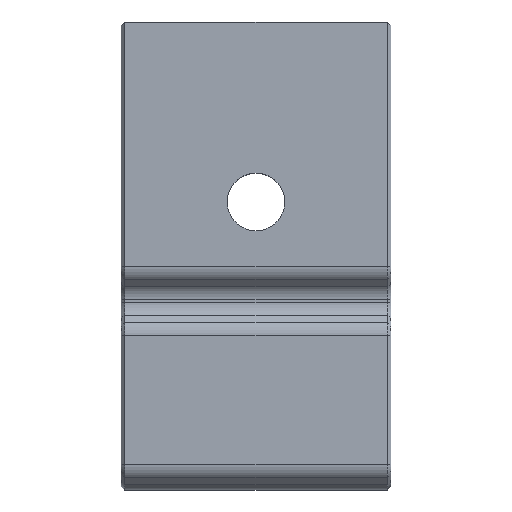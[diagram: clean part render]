
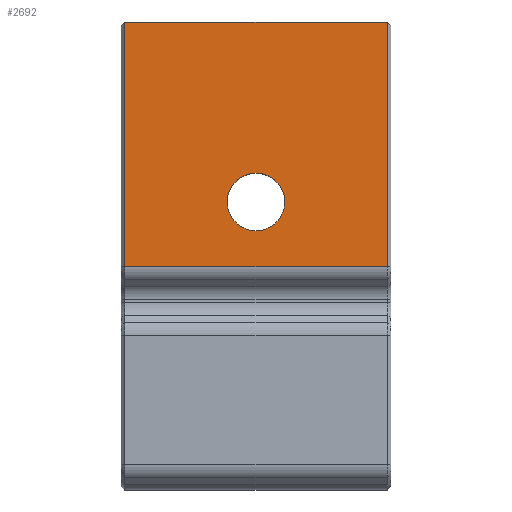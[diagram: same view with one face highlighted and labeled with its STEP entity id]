
A CAD part, top view. The second image highlights one B-rep face of the part: STEP entity #2692.
In plain terms, the highlighted planar face has unit normal (0, 0, 1).
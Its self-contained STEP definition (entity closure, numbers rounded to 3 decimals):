
#100 = PLANE('',#101);
#101 = AXIS2_PLACEMENT_3D('',#102,#103,#104);
#102 = CARTESIAN_POINT('',(0.1,103.414,4.4));
#103 = DIRECTION('',(-0.707,0.,0.707)
  );
#104 = DIRECTION('',(0.,-1.,0.));
#1247 = VERTEX_POINT('',#1248);
#1248 = CARTESIAN_POINT('',(0.2,117.,4.5));
#1283 = PLANE('',#1284);
#1284 = AXIS2_PLACEMENT_3D('',#1285,#1286,#1287);
#1285 = CARTESIAN_POINT('',(0.,117.,0.
    ));
#1286 = DIRECTION('',(0.,-1.,0.));
#1287 = DIRECTION('',(0.,0.,1.));
#1354 = VERTEX_POINT('',#1355);
#1355 = CARTESIAN_POINT('',(0.2,103.414,4.5));
#1378 = EDGE_CURVE('',#1354,#1247,#1379,.T.);
#1379 = SURFACE_CURVE('',#1380,(#1384,#1391),.PCURVE_S1.);
#1380 = LINE('',#1381,#1382);
#1381 = CARTESIAN_POINT('',(0.2,103.414,4.5));
#1382 = VECTOR('',#1383,1.);
#1383 = DIRECTION('',(0.,1.,0.));
#1384 = PCURVE('',#100,#1385);
#1385 = DEFINITIONAL_REPRESENTATION('',(#1386),#1390);
#1386 = LINE('',#1387,#1388);
#1387 = CARTESIAN_POINT('',(0.,0.141));
#1388 = VECTOR('',#1389,1.);
#1389 = DIRECTION('',(-1.,0.));
#1390 = ( GEOMETRIC_REPRESENTATION_CONTEXT(2) 
PARAMETRIC_REPRESENTATION_CONTEXT() REPRESENTATION_CONTEXT('2D SPACE',''
  ) );
#1391 = PCURVE('',#1392,#1397);
#1392 = PLANE('',#1393);
#1393 = AXIS2_PLACEMENT_3D('',#1394,#1395,#1396);
#1394 = CARTESIAN_POINT('',(0.,117.,4.5));
#1395 = DIRECTION('',(0.,0.,-1.));
#1396 = DIRECTION('',(0.,-1.,0.));
#1397 = DEFINITIONAL_REPRESENTATION('',(#1398),#1402);
#1398 = LINE('',#1399,#1400);
#1399 = CARTESIAN_POINT('',(13.586,-0.2));
#1400 = VECTOR('',#1401,1.);
#1401 = DIRECTION('',(-1.,0.));
#1402 = ( GEOMETRIC_REPRESENTATION_CONTEXT(2) 
PARAMETRIC_REPRESENTATION_CONTEXT() REPRESENTATION_CONTEXT('2D SPACE',''
  ) );
#1505 = CYLINDRICAL_SURFACE('',#1506,1.);
#1506 = AXIS2_PLACEMENT_3D('',#1507,#1508,#1509);
#1507 = CARTESIAN_POINT('',(0.,103.414,3.5));
#1508 = DIRECTION('',(1.,0.,0.));
#1509 = DIRECTION('',(0.,-0.707,0.707
    ));
#2589 = VERTEX_POINT('',#2590);
#2590 = CARTESIAN_POINT('',(14.8,117.,4.5));
#2616 = EDGE_CURVE('',#1247,#2589,#2617,.T.);
#2617 = SURFACE_CURVE('',#2618,(#2622,#2629),.PCURVE_S1.);
#2618 = LINE('',#2619,#2620);
#2619 = CARTESIAN_POINT('',(0.,117.,4.5));
#2620 = VECTOR('',#2621,1.);
#2621 = DIRECTION('',(1.,0.,0.));
#2622 = PCURVE('',#1283,#2623);
#2623 = DEFINITIONAL_REPRESENTATION('',(#2624),#2628);
#2624 = LINE('',#2625,#2626);
#2625 = CARTESIAN_POINT('',(4.5,0.));
#2626 = VECTOR('',#2627,1.);
#2627 = DIRECTION('',(0.,-1.));
#2628 = ( GEOMETRIC_REPRESENTATION_CONTEXT(2) 
PARAMETRIC_REPRESENTATION_CONTEXT() REPRESENTATION_CONTEXT('2D SPACE',''
  ) );
#2629 = PCURVE('',#1392,#2630);
#2630 = DEFINITIONAL_REPRESENTATION('',(#2631),#2635);
#2631 = LINE('',#2632,#2633);
#2632 = CARTESIAN_POINT('',(0.,0.));
#2633 = VECTOR('',#2634,1.);
#2634 = DIRECTION('',(0.,-1.));
#2635 = ( GEOMETRIC_REPRESENTATION_CONTEXT(2) 
PARAMETRIC_REPRESENTATION_CONTEXT() REPRESENTATION_CONTEXT('2D SPACE',''
  ) );
#2692 = ADVANCED_FACE('',(#2693,#2746),#1392,.F.);
#2693 = FACE_BOUND('',#2694,.F.);
#2694 = EDGE_LOOP('',(#2695,#2718,#2719,#2720));
#2695 = ORIENTED_EDGE('',*,*,#2696,.F.);
#2696 = EDGE_CURVE('',#1354,#2697,#2699,.T.);
#2697 = VERTEX_POINT('',#2698);
#2698 = CARTESIAN_POINT('',(14.8,103.414,4.5));
#2699 = SURFACE_CURVE('',#2700,(#2704,#2711),.PCURVE_S1.);
#2700 = LINE('',#2701,#2702);
#2701 = CARTESIAN_POINT('',(0.,103.414,4.5));
#2702 = VECTOR('',#2703,1.);
#2703 = DIRECTION('',(1.,0.,0.));
#2704 = PCURVE('',#1392,#2705);
#2705 = DEFINITIONAL_REPRESENTATION('',(#2706),#2710);
#2706 = LINE('',#2707,#2708);
#2707 = CARTESIAN_POINT('',(13.586,0.));
#2708 = VECTOR('',#2709,1.);
#2709 = DIRECTION('',(0.,-1.));
#2710 = ( GEOMETRIC_REPRESENTATION_CONTEXT(2) 
PARAMETRIC_REPRESENTATION_CONTEXT() REPRESENTATION_CONTEXT('2D SPACE',''
  ) );
#2711 = PCURVE('',#1505,#2712);
#2712 = DEFINITIONAL_REPRESENTATION('',(#2713),#2717);
#2713 = LINE('',#2714,#2715);
#2714 = CARTESIAN_POINT('',(-0.785,0.));
#2715 = VECTOR('',#2716,1.);
#2716 = DIRECTION('',(-0.,1.));
#2717 = ( GEOMETRIC_REPRESENTATION_CONTEXT(2) 
PARAMETRIC_REPRESENTATION_CONTEXT() REPRESENTATION_CONTEXT('2D SPACE',''
  ) );
#2718 = ORIENTED_EDGE('',*,*,#1378,.T.);
#2719 = ORIENTED_EDGE('',*,*,#2616,.T.);
#2720 = ORIENTED_EDGE('',*,*,#2721,.F.);
#2721 = EDGE_CURVE('',#2697,#2589,#2722,.T.);
#2722 = SURFACE_CURVE('',#2723,(#2727,#2734),.PCURVE_S1.);
#2723 = LINE('',#2724,#2725);
#2724 = CARTESIAN_POINT('',(14.8,103.414,4.5));
#2725 = VECTOR('',#2726,1.);
#2726 = DIRECTION('',(0.,1.,0.));
#2727 = PCURVE('',#1392,#2728);
#2728 = DEFINITIONAL_REPRESENTATION('',(#2729),#2733);
#2729 = LINE('',#2730,#2731);
#2730 = CARTESIAN_POINT('',(13.586,-14.8));
#2731 = VECTOR('',#2732,1.);
#2732 = DIRECTION('',(-1.,0.));
#2733 = ( GEOMETRIC_REPRESENTATION_CONTEXT(2) 
PARAMETRIC_REPRESENTATION_CONTEXT() REPRESENTATION_CONTEXT('2D SPACE',''
  ) );
#2734 = PCURVE('',#2735,#2740);
#2735 = PLANE('',#2736);
#2736 = AXIS2_PLACEMENT_3D('',#2737,#2738,#2739);
#2737 = CARTESIAN_POINT('',(14.9,103.414,4.4));
#2738 = DIRECTION('',(-0.707,0.,
    -0.707));
#2739 = DIRECTION('',(0.,1.,0.));
#2740 = DEFINITIONAL_REPRESENTATION('',(#2741),#2745);
#2741 = LINE('',#2742,#2743);
#2742 = CARTESIAN_POINT('',(0.,-0.141));
#2743 = VECTOR('',#2744,1.);
#2744 = DIRECTION('',(1.,0.));
#2745 = ( GEOMETRIC_REPRESENTATION_CONTEXT(2) 
PARAMETRIC_REPRESENTATION_CONTEXT() REPRESENTATION_CONTEXT('2D SPACE',''
  ) );
#2746 = FACE_BOUND('',#2747,.F.);
#2747 = EDGE_LOOP('',(#2748));
#2748 = ORIENTED_EDGE('',*,*,#2749,.T.);
#2749 = EDGE_CURVE('',#2750,#2750,#2752,.T.);
#2750 = VERTEX_POINT('',#2751);
#2751 = CARTESIAN_POINT('',(7.5,105.4,4.5));
#2752 = SURFACE_CURVE('',#2753,(#2758,#2769),.PCURVE_S1.);
#2753 = CIRCLE('',#2754,1.6);
#2754 = AXIS2_PLACEMENT_3D('',#2755,#2756,#2757);
#2755 = CARTESIAN_POINT('',(7.5,107.,4.5));
#2756 = DIRECTION('',(0.,0.,1.));
#2757 = DIRECTION('',(0.,-1.,0.));
#2758 = PCURVE('',#1392,#2759);
#2759 = DEFINITIONAL_REPRESENTATION('',(#2760),#2768);
#2760 = ( BOUNDED_CURVE() B_SPLINE_CURVE(2,(#2761,#2762,#2763,#2764,
#2765,#2766,#2767),.UNSPECIFIED.,.T.,.F.) B_SPLINE_CURVE_WITH_KNOTS((1,2
    ,2,2,2,1),(-2.094,0.,2.094,4.189,
6.283,8.378),.UNSPECIFIED.) CURVE() 
GEOMETRIC_REPRESENTATION_ITEM() RATIONAL_B_SPLINE_CURVE((1.,0.5,1.,0.5,
1.,0.5,1.)) REPRESENTATION_ITEM('') );
#2761 = CARTESIAN_POINT('',(11.6,-7.5));
#2762 = CARTESIAN_POINT('',(11.6,-10.271));
#2763 = CARTESIAN_POINT('',(9.2,-8.886));
#2764 = CARTESIAN_POINT('',(6.8,-7.5));
#2765 = CARTESIAN_POINT('',(9.2,-6.114));
#2766 = CARTESIAN_POINT('',(11.6,-4.729));
#2767 = CARTESIAN_POINT('',(11.6,-7.5));
#2768 = ( GEOMETRIC_REPRESENTATION_CONTEXT(2) 
PARAMETRIC_REPRESENTATION_CONTEXT() REPRESENTATION_CONTEXT('2D SPACE',''
  ) );
#2769 = PCURVE('',#2770,#2775);
#2770 = CYLINDRICAL_SURFACE('',#2771,1.6);
#2771 = AXIS2_PLACEMENT_3D('',#2772,#2773,#2774);
#2772 = CARTESIAN_POINT('',(7.5,107.,4.5));
#2773 = DIRECTION('',(0.,0.,1.));
#2774 = DIRECTION('',(0.,-1.,0.));
#2775 = DEFINITIONAL_REPRESENTATION('',(#2776),#2780);
#2776 = LINE('',#2777,#2778);
#2777 = CARTESIAN_POINT('',(0.,0.));
#2778 = VECTOR('',#2779,1.);
#2779 = DIRECTION('',(1.,0.));
#2780 = ( GEOMETRIC_REPRESENTATION_CONTEXT(2) 
PARAMETRIC_REPRESENTATION_CONTEXT() REPRESENTATION_CONTEXT('2D SPACE',''
  ) );
